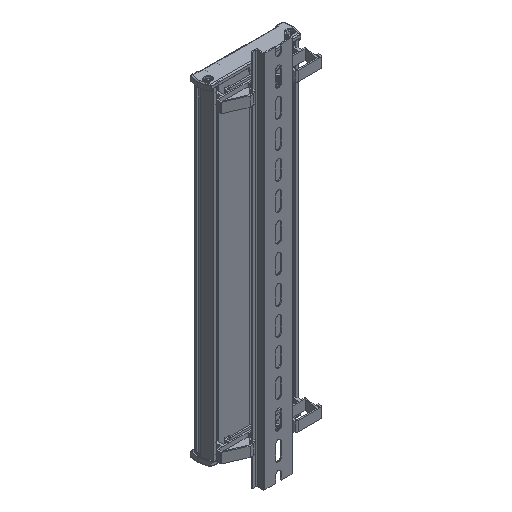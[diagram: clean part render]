
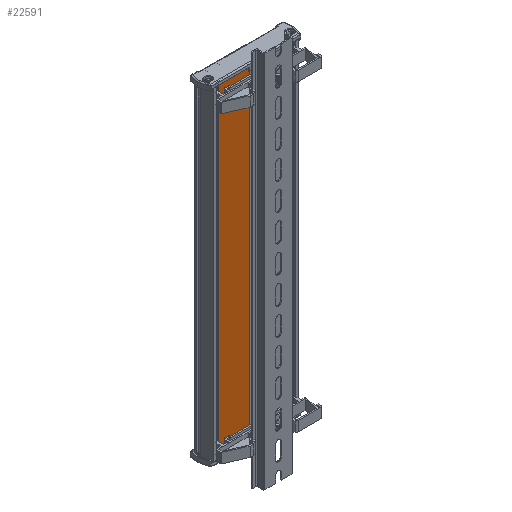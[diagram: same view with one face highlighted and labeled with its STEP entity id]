
A CAD part, isometric view. The second image highlights one B-rep face of the part: STEP entity #22591.
In plain terms, the highlighted planar face has unit normal (0, -1, 0).
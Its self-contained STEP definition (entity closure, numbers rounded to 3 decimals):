
#299 = LINE ( 'NONE', #11834, #23211 ) ;
#390 = CARTESIAN_POINT ( 'NONE',  ( -34.494, -1.653, 0. ) ) ;
#1793 = PLANE ( 'NONE',  #13042 ) ;
#1983 = CARTESIAN_POINT ( 'NONE',  ( -34.494, -1.653, -300. ) ) ;
#2337 = FACE_OUTER_BOUND ( 'NONE', #18395, .T. ) ;
#2434 = LINE ( 'NONE', #5493, #21333 ) ;
#2471 = EDGE_CURVE ( 'NONE', #7916, #20387, #299, .T. ) ;
#3710 = ORIENTED_EDGE ( 'NONE', *, *, #22684, .T. ) ;
#4233 = DIRECTION ( 'NONE',  ( 0., 0., 1. ) ) ;
#4794 = ORIENTED_EDGE ( 'NONE', *, *, #5909, .F. ) ;
#5390 = DIRECTION ( 'NONE',  ( 0., -1., 0. ) ) ;
#5405 = DIRECTION ( 'NONE',  ( 0., 0., 1. ) ) ;
#5493 = CARTESIAN_POINT ( 'NONE',  ( -6.409, -1.653, -300. ) ) ;
#5909 = EDGE_CURVE ( 'NONE', #20720, #7916, #19020, .T. ) ;
#7916 = VERTEX_POINT ( 'NONE', #390 ) ;
#9413 = DIRECTION ( 'NONE',  ( 1., 0., 0. ) ) ;
#11834 = CARTESIAN_POINT ( 'NONE',  ( -6.409, -1.653, 0. ) ) ;
#11867 = LINE ( 'NONE', #20231, #14111 ) ;
#13042 = AXIS2_PLACEMENT_3D ( 'NONE', #14443, #5390, #19993 ) ;
#14016 = VERTEX_POINT ( 'NONE', #19872 ) ;
#14111 = VECTOR ( 'NONE', #9413, 1000. ) ;
#14241 = ORIENTED_EDGE ( 'NONE', *, *, #2471, .F. ) ;
#14443 = CARTESIAN_POINT ( 'NONE',  ( -6.409, -1.653, -300. ) ) ;
#14640 = EDGE_CURVE ( 'NONE', #14016, #20387, #2434, .T. ) ;
#16493 = VECTOR ( 'NONE', #4233, 1000. ) ;
#17458 = DIRECTION ( 'NONE',  ( 1., 0., 0. ) ) ;
#18395 = EDGE_LOOP ( 'NONE', ( #14241, #4794, #3710, #18641 ) ) ;
#18401 = CARTESIAN_POINT ( 'NONE',  ( -34.494, -1.653, -300. ) ) ;
#18641 = ORIENTED_EDGE ( 'NONE', *, *, #14640, .T. ) ;
#19020 = LINE ( 'NONE', #18401, #16493 ) ;
#19872 = CARTESIAN_POINT ( 'NONE',  ( -6.409, -1.653, -300. ) ) ;
#19993 = DIRECTION ( 'NONE',  ( 0., 0., -1. ) ) ;
#20231 = CARTESIAN_POINT ( 'NONE',  ( -6.409, -1.653, -300. ) ) ;
#20387 = VERTEX_POINT ( 'NONE', #22768 ) ;
#20720 = VERTEX_POINT ( 'NONE', #1983 ) ;
#21333 = VECTOR ( 'NONE', #5405, 1000. ) ;
#22591 = ADVANCED_FACE ( 'NONE', ( #2337 ), #1793, .T. ) ;
#22684 = EDGE_CURVE ( 'NONE', #20720, #14016, #11867, .T. ) ;
#22768 = CARTESIAN_POINT ( 'NONE',  ( -6.409, -1.653, 0. ) ) ;
#23211 = VECTOR ( 'NONE', #17458, 1000. ) ;
